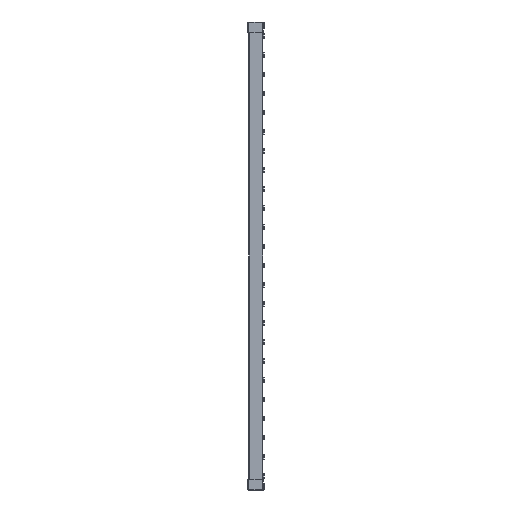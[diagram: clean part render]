
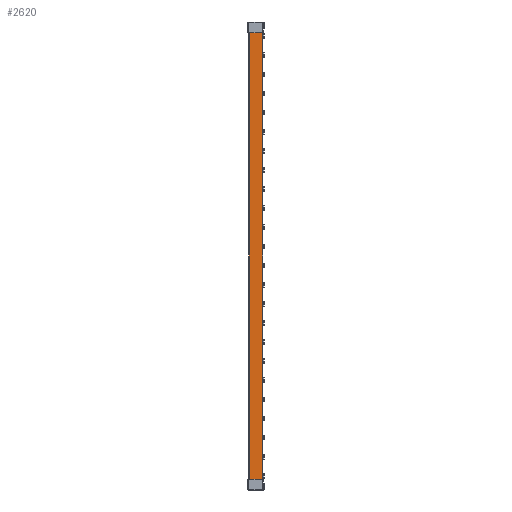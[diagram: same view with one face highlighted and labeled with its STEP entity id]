
A CAD part, front view. The second image highlights one B-rep face of the part: STEP entity #2620.
In plain terms, the highlighted planar face has unit normal (0, -1, 0).
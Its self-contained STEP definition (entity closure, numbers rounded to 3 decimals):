
#1215 = EDGE_LOOP ( 'NONE', ( #12705, #12714, #12861, #12742 ) ) ;
#2620 = ADVANCED_FACE ( 'NONE', ( #27304 ), #27341, .F. ) ;
#3439 = LINE ( 'NONE', #3475, #9444 ) ;
#3457 = DIRECTION ( 'NONE',  ( 1., 0., 0. ) ) ;
#3475 = CARTESIAN_POINT ( 'NONE',  ( -0.5, 0., 209.9 ) ) ;
#4224 = VECTOR ( 'NONE', #17731, 1000. ) ;
#5479 = EDGE_CURVE ( 'NONE', #26492, #26236, #3439, .T. ) ;
#9444 = VECTOR ( 'NONE', #3457, 1000. ) ;
#12705 = ORIENTED_EDGE ( 'NONE', *, *, #5479, .F. ) ;
#12714 = ORIENTED_EDGE ( 'NONE', *, *, #24431, .T. ) ;
#12742 = ORIENTED_EDGE ( 'NONE', *, *, #12969, .F. ) ;
#12861 = ORIENTED_EDGE ( 'NONE', *, *, #24430, .T. ) ;
#12969 = EDGE_CURVE ( 'NONE', #26236, #25803, #17735, .T. ) ;
#17731 = DIRECTION ( 'NONE',  ( 0., 0., -1. ) ) ;
#17735 = LINE ( 'NONE', #17754, #4224 ) ;
#17754 = CARTESIAN_POINT ( 'NONE',  ( 11.802, 0., 219. ) ) ;
#24430 = EDGE_CURVE ( 'NONE', #25736, #25803, #35847, .T. ) ;
#24431 = EDGE_CURVE ( 'NONE', #26492, #25736, #35855, .T. ) ;
#25736 = VERTEX_POINT ( 'NONE', #28247 ) ;
#25803 = VERTEX_POINT ( 'NONE', #28323 ) ;
#26236 = VERTEX_POINT ( 'NONE', #28730 ) ;
#26492 = VERTEX_POINT ( 'NONE', #28974 ) ;
#27304 = FACE_OUTER_BOUND ( 'NONE', #1215, .T. ) ;
#27305 = CARTESIAN_POINT ( 'NONE',  ( 0., 0., 219. ) ) ;
#27311 = DIRECTION ( 'NONE',  ( 0., 1., 0. ) ) ;
#27323 = DIRECTION ( 'NONE',  ( -1., 0., 0. ) ) ;
#27341 = PLANE ( 'NONE',  #30287 ) ;
#28247 = CARTESIAN_POINT ( 'NONE',  ( 0., 0., -200.9 ) ) ;
#28323 = CARTESIAN_POINT ( 'NONE',  ( 11.802, 0., -200.9 ) ) ;
#28730 = CARTESIAN_POINT ( 'NONE',  ( 11.802, 0., 209.9 ) ) ;
#28974 = CARTESIAN_POINT ( 'NONE',  ( 0., 0., 209.9 ) ) ;
#30287 = AXIS2_PLACEMENT_3D ( 'NONE', #27305, #27311, #27323 ) ;
#35486 = VECTOR ( 'NONE', #35818, 1000. ) ;
#35489 = VECTOR ( 'NONE', #35831, 1000. ) ;
#35818 = DIRECTION ( 'NONE',  ( 1., 0., 0. ) ) ;
#35831 = DIRECTION ( 'NONE',  ( 0., 0., -1. ) ) ;
#35847 = LINE ( 'NONE', #35854, #35486 ) ;
#35854 = CARTESIAN_POINT ( 'NONE',  ( -0.5, 0., -200.9 ) ) ;
#35855 = LINE ( 'NONE', #35864, #35489 ) ;
#35864 = CARTESIAN_POINT ( 'NONE',  ( 0., 0., 219. ) ) ;
